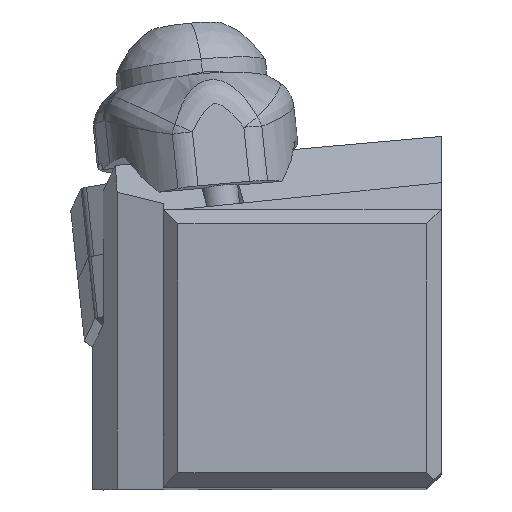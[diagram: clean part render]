
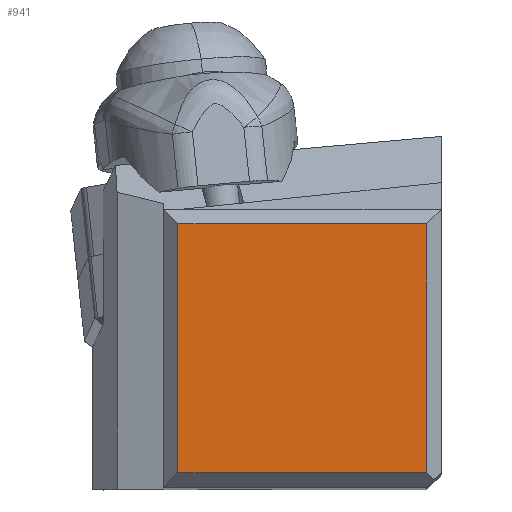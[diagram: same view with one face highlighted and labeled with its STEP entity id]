
A CAD part, top view. The second image highlights one B-rep face of the part: STEP entity #941.
In plain terms, the highlighted planar face has unit normal (0, 0, 1).
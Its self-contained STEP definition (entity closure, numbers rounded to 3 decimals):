
#678=FACE_OUTER_BOUND('',#1317,.T.);
#941=ADVANCED_FACE('',(#678),#1037,.T.);
#1037=PLANE('',#5438);
#1317=EDGE_LOOP('',(#2707,#2708,#2709,#2710));
#2707=ORIENTED_EDGE('',*,*,#4021,.T.);
#2708=ORIENTED_EDGE('',*,*,#4020,.F.);
#2709=ORIENTED_EDGE('',*,*,#3441,.T.);
#2710=ORIENTED_EDGE('',*,*,#3439,.T.);
#2921=VERTEX_POINT('',#7041);
#2922=VERTEX_POINT('',#7043);
#2923=VERTEX_POINT('',#7047);
#3288=VERTEX_POINT('',#12081);
#3439=EDGE_CURVE('',#2922,#2921,#4481,.T.);
#3441=EDGE_CURVE('',#2923,#2922,#4483,.T.);
#4020=EDGE_CURVE('',#2923,#3288,#4651,.T.);
#4021=EDGE_CURVE('',#2921,#3288,#4652,.T.);
#4481=LINE('',#7042,#4740);
#4483=LINE('',#7046,#4742);
#4651=LINE('',#12082,#4910);
#4652=LINE('',#12084,#4911);
#4740=VECTOR('',#5738,1.);
#4742=VECTOR('',#5742,1.);
#4910=VECTOR('',#6656,1.);
#4911=VECTOR('',#6659,1.);
#5438=AXIS2_PLACEMENT_3D('',#12085,#6660,#6661);
#5738=DIRECTION('',(1.,0.,0.));
#5742=DIRECTION('',(0.,-1.,0.));
#6656=DIRECTION('',(1.,0.,0.));
#6659=DIRECTION('',(0.,1.,0.));
#6660=DIRECTION('',(0.,0.,1.));
#6661=DIRECTION('',(-1.,0.,0.));
#7041=CARTESIAN_POINT('',(-1.,1.,0.));
#7042=CARTESIAN_POINT('',(-18.05,1.,0.));
#7043=CARTESIAN_POINT('',(-18.05,1.,0.));
#7046=CARTESIAN_POINT('',(-18.05,18.05,0.));
#7047=CARTESIAN_POINT('',(-18.05,18.05,0.));
#12081=CARTESIAN_POINT('',(-1.,18.05,0.));
#12082=CARTESIAN_POINT('',(-18.05,18.05,0.));
#12084=CARTESIAN_POINT('',(-1.,1.,0.));
#12085=CARTESIAN_POINT('',(-9.525,9.525,0.));
